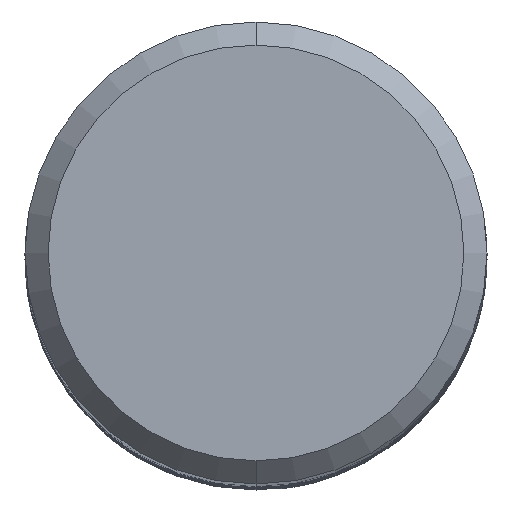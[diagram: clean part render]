
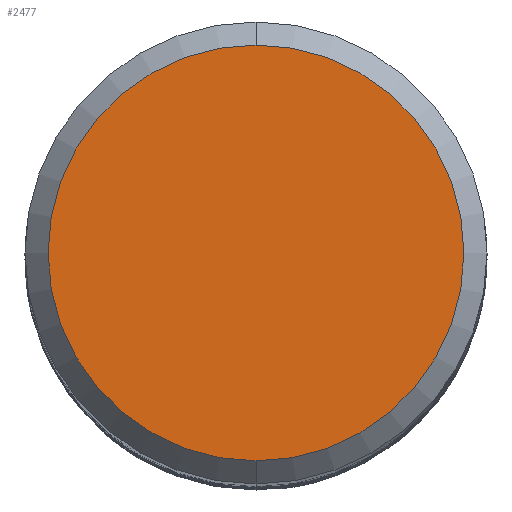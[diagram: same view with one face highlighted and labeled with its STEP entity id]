
A CAD part, top view. The second image highlights one B-rep face of the part: STEP entity #2477.
In plain terms, the highlighted planar face has unit normal (0, 0, 1).
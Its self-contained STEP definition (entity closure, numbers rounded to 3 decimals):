
#2185=EDGE_CURVE('',#3411,#3107,#5060,.T.);
#2477=ADVANCED_FACE('',(#5377),#5378,.T.);
#3107=VERTEX_POINT('',#6060);
#3411=VERTEX_POINT('',#6393);
#3533=EDGE_CURVE('',#3107,#3411,#6519,.T.);
#5060=CIRCLE('',#18630,7.2);
#5377=FACE_OUTER_BOUND('',#22489,.T.);
#5378=PLANE('',#22490);
#6060=CARTESIAN_POINT('',(0.,-7.2,0.0));
#6393=CARTESIAN_POINT('',(0.0,7.2,0.0));
#6519=CIRCLE('',#41349,7.2);
#18630=AXIS2_PLACEMENT_3D('',#53506,#53507,#53508);
#22489=EDGE_LOOP('',(#53783,#53784));
#22490=AXIS2_PLACEMENT_3D('',#53785,#53786,#53787);
#41349=AXIS2_PLACEMENT_3D('',#54920,#54921,#54922);
#53506=CARTESIAN_POINT('',(0.0,0.0,0.0));
#53507=DIRECTION('',(0.0,0.0,-1.0));
#53508=DIRECTION('',(0.0,1.0,0.0));
#53783=ORIENTED_EDGE('',*,*,#2185,.F.);
#53784=ORIENTED_EDGE('',*,*,#3533,.F.);
#53785=CARTESIAN_POINT('',(0.0,3.6,0.0));
#53786=DIRECTION('',(-0.0,0.0,1.0));
#53787=DIRECTION('',(0.0,-1.0,0.0));
#54920=CARTESIAN_POINT('',(0.0,0.0,0.0));
#54921=DIRECTION('',(0.0,0.0,-1.0));
#54922=DIRECTION('',(0.0,1.0,0.0));
